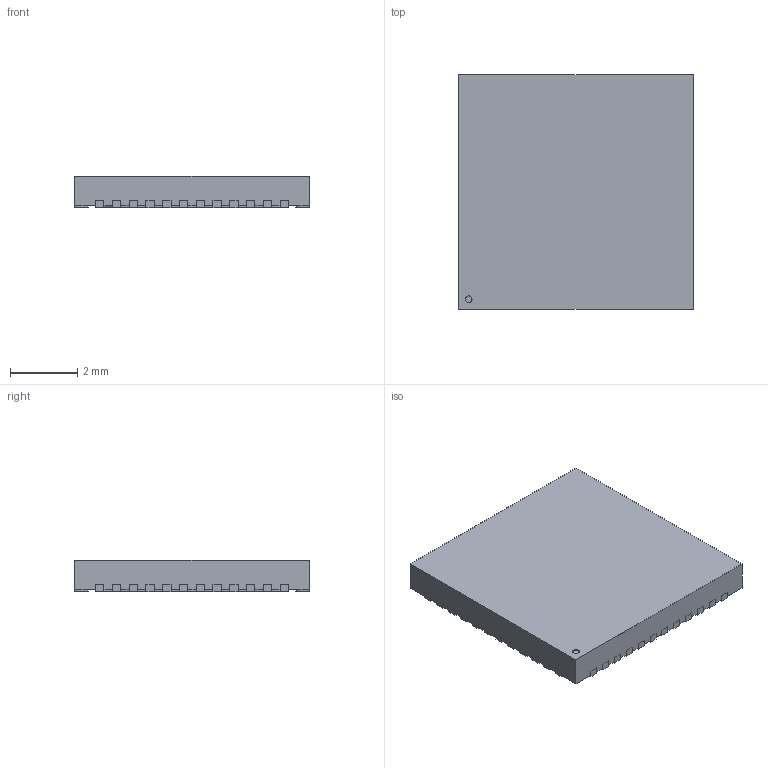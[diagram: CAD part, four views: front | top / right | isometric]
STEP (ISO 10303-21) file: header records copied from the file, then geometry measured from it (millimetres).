
FILE_DESCRIPTION (( 'STEP AP214' ), '1' );
FILE_NAME ('VQFN-48_L7.0-W7.0-P0.50-BL-EP5.5.STEP', '2022-03-07T00:55:24', ( '微软用户' ), ( '微软中国' ), 'SwSTEP 2.0', 'SolidWorks 2017', '' );
FILE_SCHEMA (( 'AUTOMOTIVE_DESIGN' ));
Length unit declared in the file: millimetre
Products named in the file (1): VQFN-48_L7.0-W7.0-P0.50-BL-EP5.5
Bounding box: 7 x 7 x 0.93 mm (x, y, z)
Volume: 44.9 mm3; surface area: 126.7 mm2
Topology: 1 solids, 1 shells, 374 faces, 1089 edges, 726 vertices
Faces by surface type: plane 298, cylinder 62, bspline 14
Entity records: 16438 total; most frequent: CARTESIAN_POINT 2988, ORIENTED_EDGE 2178, DIRECTION 1907, EDGE_CURVE 1089, LINE 937, VECTOR 937, VERTEX_POINT 726, AXIS2_PLACEMENT_3D 485
